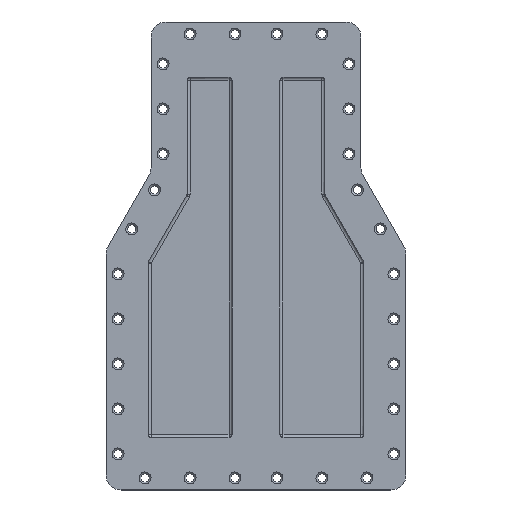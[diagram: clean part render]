
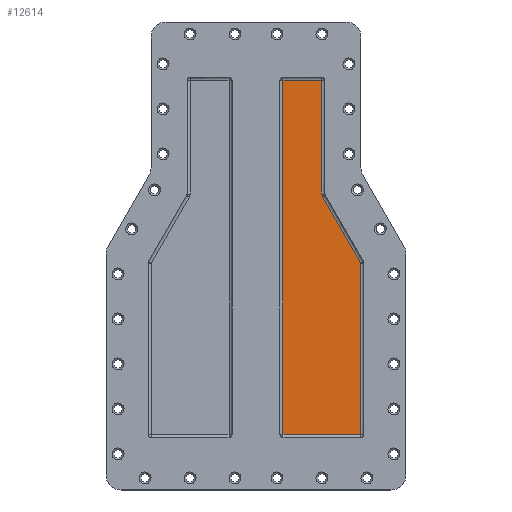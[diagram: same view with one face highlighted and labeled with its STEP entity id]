
A CAD part, top view. The second image highlights one B-rep face of the part: STEP entity #12614.
In plain terms, the highlighted planar face has unit normal (0, 0, 1).
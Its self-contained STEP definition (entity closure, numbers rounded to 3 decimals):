
#11690=CARTESIAN_POINT('',(45.0,682.702,14.189));
#11691=VERTEX_POINT('no 1733842',#11690);
#11895=CARTESIAN_POINT('',(110.0,682.702,14.189));
#11896=VERTEX_POINT('no 1734256',#11895);
#11897=CARTESIAN_POINT('',(0.0,682.702,14.189));
#11898=DIRECTION('',(1.0,0.0,-0.0));
#11899=VECTOR('',#11898,1.0);
#11900=LINE('',#11897,#11899);
#11901=EDGE_CURVE('no 1734528',#11691,#11896,#11900,.T.);
#11957=CARTESIAN_POINT('',(110.0,493.326,14.189));
#11958=VERTEX_POINT('no 1734221',#11957);
#11966=CARTESIAN_POINT('',(110.0,385.202,14.189));
#11967=DIRECTION('',(0.0,-1.0,0.0));
#11968=VECTOR('',#11967,1.0);
#11969=LINE('',#11966,#11968);
#11970=EDGE_CURVE('no 1734259',#11896,#11958,#11969,.T.);
#11982=CARTESIAN_POINT('',(111.338,488.329,14.189));
#11983=VERTEX_POINT('no 1734111',#11982);
#11997=CARTESIAN_POINT('',(120.0,493.326,14.189));
#11998=DIRECTION('',(0.0,0.0,1.0));
#11999=DIRECTION('',(1.0,0.0,0.0));
#12000=AXIS2_PLACEMENT_3D('',#11997,#11998,#11999);
#12001=CIRCLE('',#12000,10.0);
#12002=EDGE_CURVE('no 1734273',#11958,#11983,#12001,.T.);
#12014=CARTESIAN_POINT('',(175.0,377.982,14.189));
#12015=VERTEX_POINT('no 1734098',#12014);
#12023=CARTESIAN_POINT('',(110.0,490.648,14.189));
#12024=DIRECTION('',(0.5,-0.866,-0.0));
#12025=VECTOR('',#12024,1.0);
#12026=LINE('',#12023,#12025);
#12027=EDGE_CURVE('no 1734227',#11983,#12015,#12026,.T.);
#12516=CARTESIAN_POINT('',(45.0,92.702,14.189));
#12517=VERTEX_POINT('no 1734580',#12516);
#12518=CARTESIAN_POINT('',(45.0,387.702,14.189));
#12519=DIRECTION('',(0.0,-1.0,-0.0));
#12520=VECTOR('',#12519,1.0);
#12521=LINE('',#12518,#12520);
#12522=EDGE_CURVE('no 1734877',#11691,#12517,#12521,.T.);
#12570=CARTESIAN_POINT('',(175.0,92.702,14.189));
#12571=VERTEX_POINT('no 1734584',#12570);
#12572=CARTESIAN_POINT('',(175.0,0.0,14.189));
#12573=DIRECTION('',(0.0,1.0,-0.0));
#12574=VECTOR('',#12573,1.0);
#12575=LINE('',#12572,#12574);
#12576=EDGE_CURVE('no 1734890',#12571,#12015,#12575,.T.);
#12595=ORIENTED_EDGE('no 1733485',*,*,#12576,.T.);
#12596=ORIENTED_EDGE('no 1734060',*,*,#12027,.F.);
#12597=ORIENTED_EDGE('no 1734184',*,*,#12002,.F.);
#12598=ORIENTED_EDGE('no 1734230',*,*,#11970,.F.);
#12599=ORIENTED_EDGE('no 1733804',*,*,#11901,.F.);
#12600=ORIENTED_EDGE('no 1733364',*,*,#12522,.T.);
#12601=CARTESIAN_POINT('',(110.0,92.702,14.189));
#12602=DIRECTION('',(-1.0,0.0,0.0));
#12603=VECTOR('',#12602,1.0);
#12604=LINE('',#12601,#12603);
#12605=EDGE_CURVE('no 1734587',#12571,#12517,#12604,.T.);
#12606=ORIENTED_EDGE('no 1734544',*,*,#12605,.F.);
#12607=EDGE_LOOP('',(#12595,#12596,#12597,#12598,#12599,#12600,#12606));
#12608=FACE_OUTER_BOUND('',#12607,.T.);
#12609=CARTESIAN_POINT('',(0.0,0.0,14.189));
#12610=DIRECTION('',(0.0,0.0,1.0));
#12611=DIRECTION('',(1.0,0.0,0.0));
#12612=AXIS2_PLACEMENT_3D('',#12609,#12610,#12611);
#12613=PLANE('',#12612);
#12614=ADVANCED_FACE('no 1734895',(#12608),#12613,.T.);
